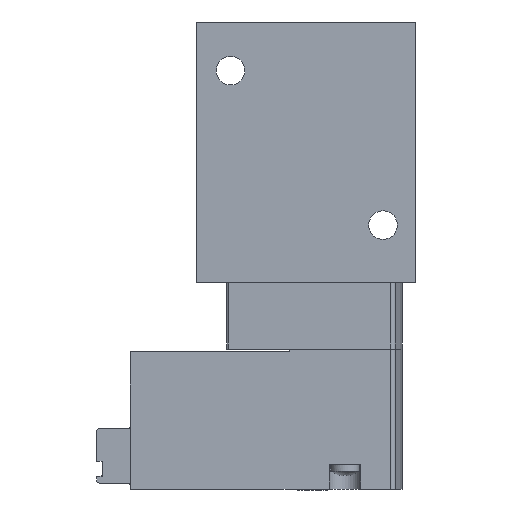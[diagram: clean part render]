
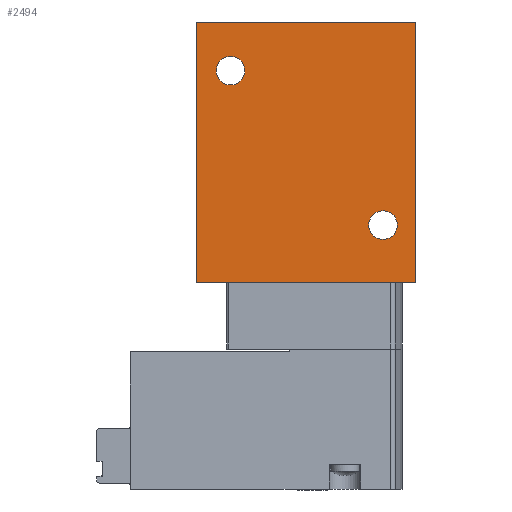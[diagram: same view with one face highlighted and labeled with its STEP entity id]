
A CAD part, left-side view. The second image highlights one B-rep face of the part: STEP entity #2494.
In plain terms, the highlighted planar face has unit normal (-1, 0, 0).
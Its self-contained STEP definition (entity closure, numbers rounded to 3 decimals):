
#146=LINE('',#4278,#356);
#149=LINE('',#4288,#359);
#150=LINE('',#4290,#360);
#151=LINE('',#4292,#361);
#356=VECTOR('',#3480,1000.);
#359=VECTOR('',#3489,1000.);
#360=VECTOR('',#3490,1000.);
#361=VECTOR('',#3491,1000.);
#591=ORIENTED_EDGE('',*,*,#1263,.T.);
#592=ORIENTED_EDGE('',*,*,#1264,.T.);
#593=ORIENTED_EDGE('',*,*,#1265,.T.);
#594=ORIENTED_EDGE('',*,*,#1266,.F.);
#595=ORIENTED_EDGE('',*,*,#1267,.F.);
#596=ORIENTED_EDGE('',*,*,#1260,.T.);
#1260=EDGE_CURVE('',#1596,#1595,#146,.T.);
#1263=EDGE_CURVE('',#1598,#1598,#1826,.T.);
#1264=EDGE_CURVE('',#1599,#1599,#1827,.T.);
#1265=EDGE_CURVE('',#1595,#1600,#149,.T.);
#1266=EDGE_CURVE('',#1601,#1600,#150,.T.);
#1267=EDGE_CURVE('',#1596,#1601,#151,.T.);
#1595=VERTEX_POINT('',#4277);
#1596=VERTEX_POINT('',#4279);
#1598=VERTEX_POINT('',#4285);
#1599=VERTEX_POINT('',#4287);
#1600=VERTEX_POINT('',#4289);
#1601=VERTEX_POINT('',#4291);
#1826=CIRCLE('',#3162,1.5);
#1827=CIRCLE('',#3163,1.5);
#1928=EDGE_LOOP('',(#591));
#1929=EDGE_LOOP('',(#592));
#1930=EDGE_LOOP('',(#593,#594,#595,#596));
#2162=FACE_BOUND('',#1928,.T.);
#2163=FACE_BOUND('',#1929,.T.);
#2164=FACE_BOUND('',#1930,.T.);
#2393=PLANE('',#3161);
#2494=ADVANCED_FACE('',(#2162,#2163,#2164),#2393,.F.);
#3161=AXIS2_PLACEMENT_3D('',#4283,#3483,#3484);
#3162=AXIS2_PLACEMENT_3D('',#4284,#3485,#3486);
#3163=AXIS2_PLACEMENT_3D('',#4286,#3487,#3488);
#3480=DIRECTION('',(0.,-1.,0.));
#3483=DIRECTION('',(1.,0.,0.));
#3484=DIRECTION('',(0.,0.,-1.));
#3485=DIRECTION('',(1.,0.,0.));
#3486=DIRECTION('',(0.,0.,-1.));
#3487=DIRECTION('',(1.,0.,0.));
#3488=DIRECTION('',(0.,0.,-1.));
#3489=DIRECTION('',(0.,0.,1.));
#3490=DIRECTION('',(0.,-1.,0.));
#3491=DIRECTION('',(0.,0.,1.));
#4277=CARTESIAN_POINT('',(-5.,0.,-27.3));
#4278=CARTESIAN_POINT('',(-5.,23.,-27.3));
#4279=CARTESIAN_POINT('',(-5.,23.,-27.3));
#4283=CARTESIAN_POINT('',(-5.,23.,-27.3));
#4284=CARTESIAN_POINT('',(-5.,3.4,-21.3));
#4285=CARTESIAN_POINT('',(-5.,3.4,-22.8));
#4286=CARTESIAN_POINT('',(-5.,19.4,-5.1));
#4287=CARTESIAN_POINT('',(-5.,19.4,-6.6));
#4288=CARTESIAN_POINT('',(-5.,0.,-27.3));
#4289=CARTESIAN_POINT('',(-5.,0.,0.));
#4290=CARTESIAN_POINT('',(-5.,23.,0.));
#4291=CARTESIAN_POINT('',(-5.,23.,0.));
#4292=CARTESIAN_POINT('',(-5.,23.,-27.3));
